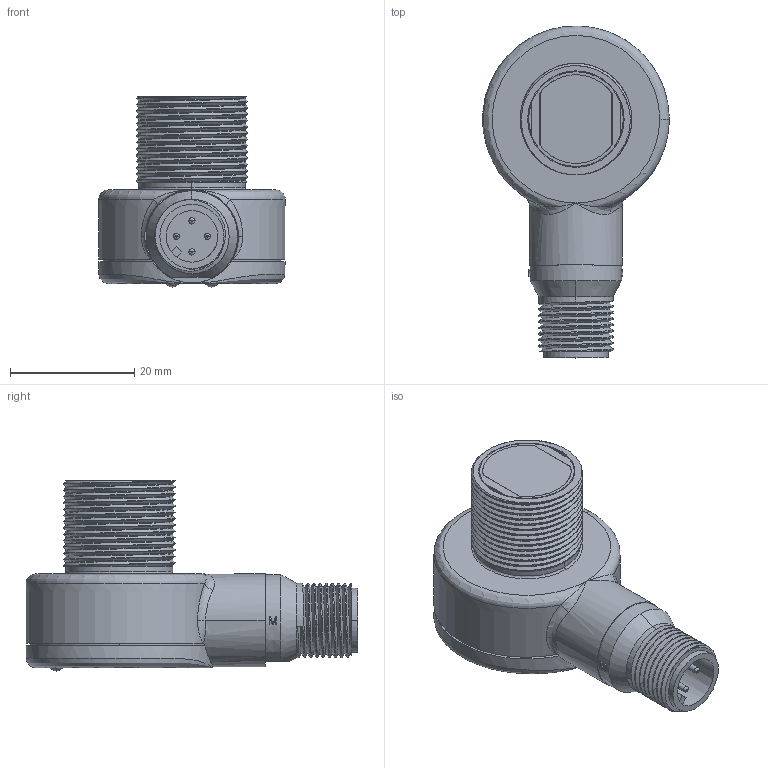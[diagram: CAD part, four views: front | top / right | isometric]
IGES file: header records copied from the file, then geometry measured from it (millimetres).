
Start section:  PTC IGES file: 155309.igs
Global section: file name: 155309.igs; native system: Pro/ENGINEER by Parametric Technology Corporation; preprocessor: 2009141; author: banengservice; organization: Unknown; date: 20101203.083550; units: inch
Bounding box: 30.05 x 53.5 x 30.64 mm (x, y, z)
Volume: 7925.7 mm3; surface area: 13827.8 mm2
Topology: 3 solids, 4 shells, 509 faces, 1260 edges, 809 vertices
Faces by surface type: bspline 270, revolution 239
